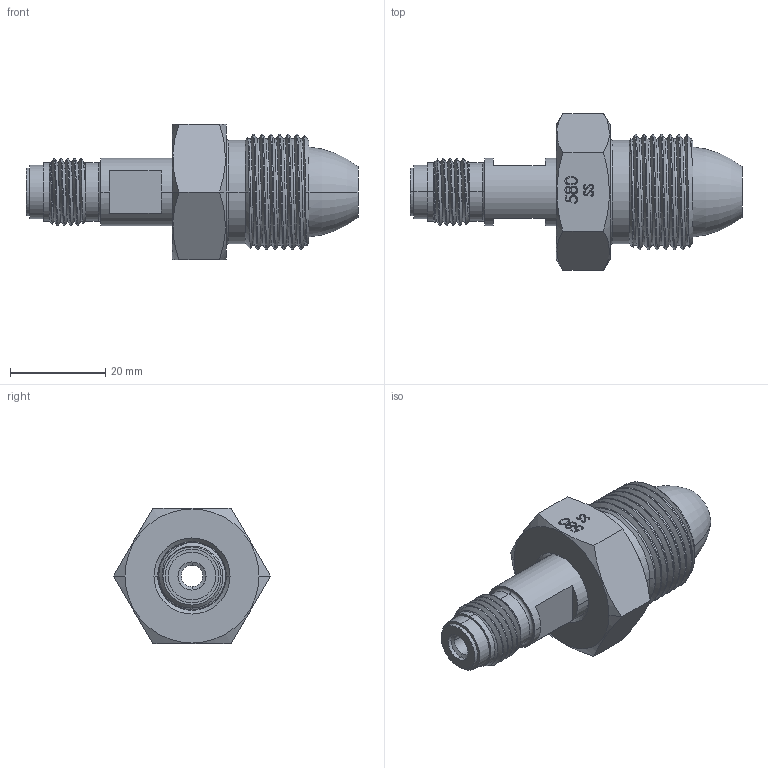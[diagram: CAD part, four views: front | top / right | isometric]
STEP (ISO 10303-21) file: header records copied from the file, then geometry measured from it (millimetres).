
FILE_DESCRIPTION (( 'STEP AP203' ), '1' );
FILE_NAME ('INL-580SS-4MFS-44.STEP', '2025-01-09T14:12:23', ( '' ), ( '' ), 'SwSTEP 2.0', 'SolidWorks 2018', '' );
FILE_SCHEMA (( 'CONFIG_CONTROL_DESIGN' ));
Length unit declared in the file: inch
Products named in the file (1): INL-580SS-4MFS-44
Bounding box: 69.85 x 33 x 28.57 mm (x, y, z)
Volume: 19938.6 mm3; surface area: 9927.6 mm2
Topology: 2 solids, 2 shells, 112 faces, 328 edges, 233 vertices
Faces by surface type: cylinder 42, plane 29, cone 25, torus 10, bspline 6
Entity records: 8188 total; most frequent: CARTESIAN_POINT 5367, ORIENTED_EDGE 656, DIRECTION 479, EDGE_CURVE 328, VERTEX_POINT 233, AXIS2_PLACEMENT_3D 194, EDGE_LOOP 129, ADVANCED_FACE 112
